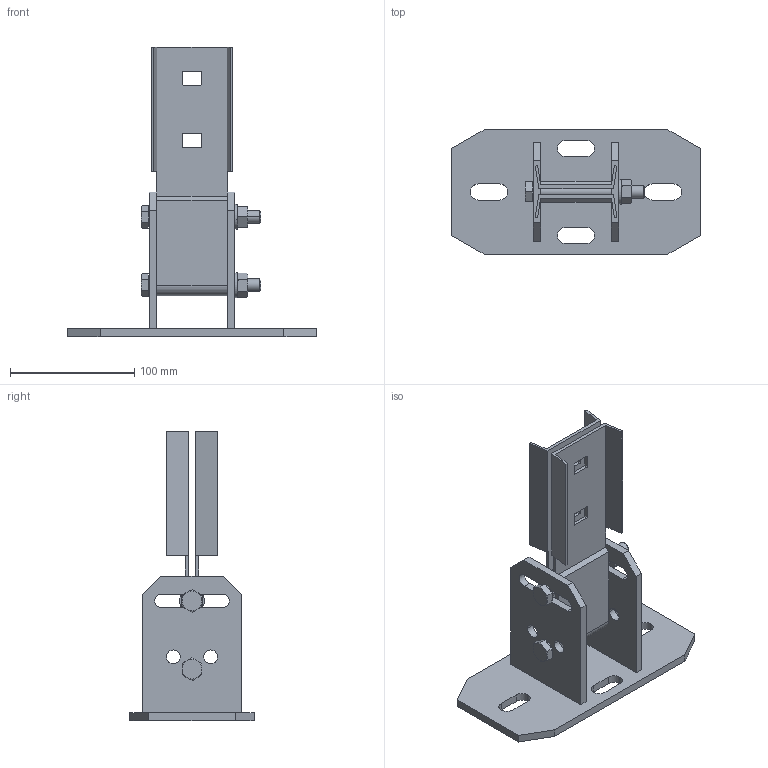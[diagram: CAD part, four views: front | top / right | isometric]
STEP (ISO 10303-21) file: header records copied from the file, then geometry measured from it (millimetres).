
FILE_DESCRIPTION((''),'2;1');
FILE_NAME('6347843_ASM','2012-08-17T',('AndreasKeweloh'),(''),'PRO/ENGINEER BY PARAMETRIC TECHNOLOGY CORPORATION, 2012130','PRO/ENGINEER BY PARAMETRIC TECHNOLOGY CORPORATION, 2012130','');
FILE_SCHEMA(('CONFIG_CONTROL_DESIGN'));
Length unit declared in the file: millimetre
Products named in the file (7): 6347843_02_020; 6347843KTS_02_020-034; 6347843SCHEIBE_DIN_125; 6347843M10_X_90; 6347843_ISO_4032; 6347843KTS_02; 6347843_ASM
Assembly tree (10 placements, depth 2):
  6347843_ASM
    6347843_02_020  x2
    6347843KTS_02_020-034
    6347843SCHEIBE_DIN_125  x2
    6347843M10_X_90  x2
    6347843_ISO_4032  x2
    6347843KTS_02
Bounding box: 200 x 100 x 233 mm (x, y, z)
Volume: 310033.1 mm3; surface area: 152062 mm2
Topology: 10 solids, 10 shells, 260 faces, 645 edges, 407 vertices
Faces by surface type: plane 136, cylinder 72, cone 48, torus 4
Entity records: 5816 total; most frequent: CARTESIAN_POINT 1179, DIRECTION 951, ORIENTED_EDGE 920, EDGE_CURVE 460, AXIS2_PLACEMENT_3D 332, VERTEX_POINT 295, VECTOR 287, LINE 287
